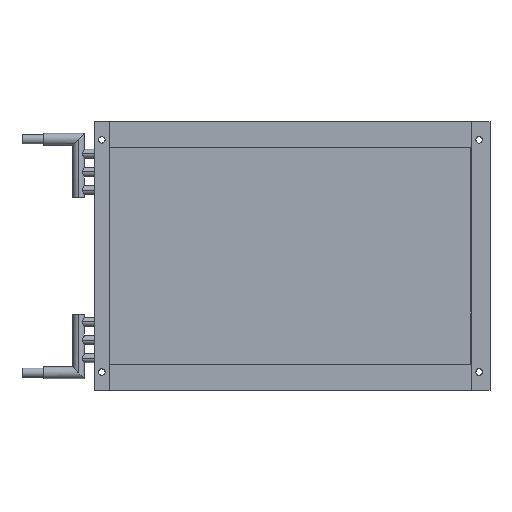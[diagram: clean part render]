
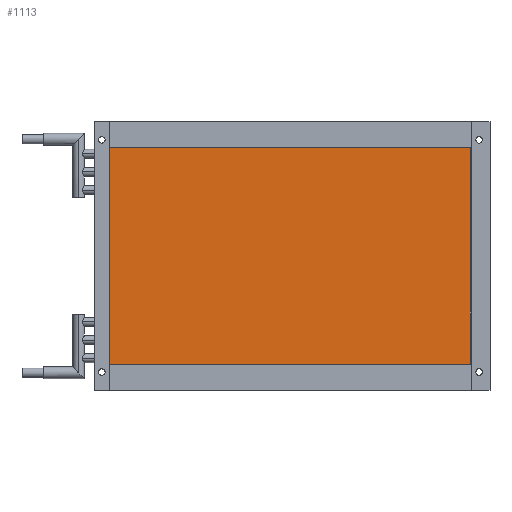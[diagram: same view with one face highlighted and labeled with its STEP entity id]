
A CAD part, top view. The second image highlights one B-rep face of the part: STEP entity #1113.
In plain terms, the highlighted planar face has unit normal (0, 0, 1).
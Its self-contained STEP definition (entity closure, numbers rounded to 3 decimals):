
#1053 = EDGE_CURVE ( 'NONE', #1054, #1055, #3578, .T. ) ;
#1054 = VERTEX_POINT ( 'NONE', #3574 ) ;
#1055 = VERTEX_POINT ( 'NONE', #3573 ) ;
#1113 = ADVANCED_FACE ( 'NONE', ( #3655 ), #3654, .F. ) ;
#1114 = EDGE_LOOP ( 'NONE', ( #1115, #1118, #1119, #1122 ) ) ;
#1115 = ORIENTED_EDGE ( 'NONE', *, *, #1116, .F. ) ;
#1116 = EDGE_CURVE ( 'NONE', #1054, #1117, #3652, .T. ) ;
#1117 = VERTEX_POINT ( 'NONE', #3645 ) ;
#1118 = ORIENTED_EDGE ( 'NONE', *, *, #1053, .T. ) ;
#1119 = ORIENTED_EDGE ( 'NONE', *, *, #1120, .T. ) ;
#1120 = EDGE_CURVE ( 'NONE', #1055, #1121, #3644, .T. ) ;
#1121 = VERTEX_POINT ( 'NONE', #3640 ) ;
#1122 = ORIENTED_EDGE ( 'NONE', *, *, #1123, .F. ) ;
#1123 = EDGE_CURVE ( 'NONE', #1117, #1121, #3703, .T. ) ;
#3573 = CARTESIAN_POINT ( 'NONE',  ( -500., -149., 46. ) ) ;
#3574 = CARTESIAN_POINT ( 'NONE',  ( -500., 149., 46. ) ) ;
#3575 = DIRECTION ( 'NONE',  ( 0., -1., 0. ) ) ;
#3576 = VECTOR ( 'NONE', #3575, 1000. ) ;
#3577 = CARTESIAN_POINT ( 'NONE',  ( -500., 658.214, 46. ) ) ;
#3578 = LINE ( 'NONE', #3577, #3576 ) ;
#3640 = CARTESIAN_POINT ( 'NONE',  ( -2.24, -149., 46. ) ) ;
#3641 = DIRECTION ( 'NONE',  ( 1., 0., 0. ) ) ;
#3642 = VECTOR ( 'NONE', #3641, 1000. ) ;
#3643 = CARTESIAN_POINT ( 'NONE',  ( -500., -149., 46. ) ) ;
#3644 = LINE ( 'NONE', #3643, #3642 ) ;
#3645 = CARTESIAN_POINT ( 'NONE',  ( -2.24, 149., 46. ) ) ;
#3646 = DIRECTION ( 'NONE',  ( 1., 0., 0. ) ) ;
#3647 = VECTOR ( 'NONE', #3646, 1000. ) ;
#3648 = CARTESIAN_POINT ( 'NONE',  ( -500., 149., 46. ) ) ;
#3649 = DIRECTION ( 'NONE',  ( -1., 0., 0. ) ) ;
#3650 = DIRECTION ( 'NONE',  ( 0., 0., -1. ) ) ;
#3651 = AXIS2_PLACEMENT_3D ( 'NONE', #3653, #3650, #3649 ) ;
#3652 = LINE ( 'NONE', #3648, #3647 ) ;
#3653 = CARTESIAN_POINT ( 'NONE',  ( -500., 658.214, 46. ) ) ;
#3654 = PLANE ( 'NONE',  #3651 ) ;
#3655 = FACE_OUTER_BOUND ( 'NONE', #1114, .T. ) ;
#3700 = DIRECTION ( 'NONE',  ( 0., -1., 0. ) ) ;
#3701 = VECTOR ( 'NONE', #3700, 1000. ) ;
#3702 = CARTESIAN_POINT ( 'NONE',  ( -2.24, 658.214, 46. ) ) ;
#3703 = LINE ( 'NONE', #3702, #3701 ) ;
